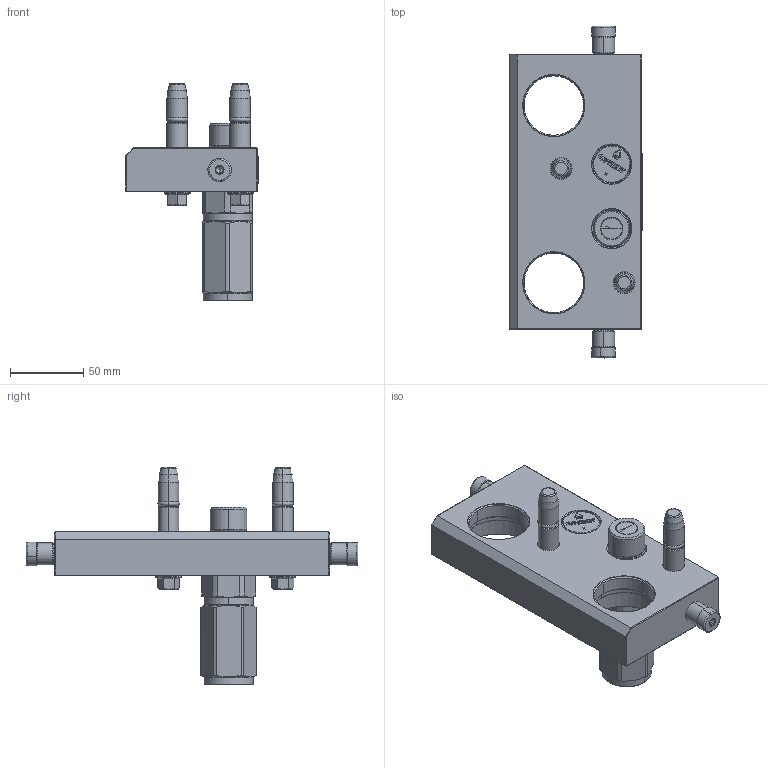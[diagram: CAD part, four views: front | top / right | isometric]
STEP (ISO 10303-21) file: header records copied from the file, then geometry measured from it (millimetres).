
FILE_DESCRIPTION (( 'STEP AP214' ), '1' );
FILE_NAME ('FASTER.step', '2023-02-17T08:41:34', ( '' ), ( '' ), 'SwSTEP 2.0', 'SolidWorks 2017', '' );
FILE_SCHEMA (( 'AUTOMOTIVE_DESIGN' ));
Length unit declared in the file: millimetre
Products named in the file (12): 4860_010_0003_000.prt; 3ffnp12_gas_m; 1540_080_0008_000.prt; TAPPO_12; 4860_013_0000_000.prt; et002; P4A_M_BASE; FASTER; 4830_021_0000_000.prt; 4830_028_1000_011.prt; or2_62x9_19_m
Assembly tree (16 placements, depth 3):
  FASTER
    P4A_M_BASE
      4860_010_0003_000.prt
      4830_021_0000_000.prt  x2
      or2_62x9_19_m  x2
      1540_080_0008_000.prt  x2
      4830_028_1000_011.prt  x2
      4860_013_0000_000.prt  x2
    TAPPO_12
    3ffnp12_gas_m
      3ffnp12_gas_m
    et002
Bounding box: 90.3 x 226.6 x 148.2 mm (x, y, z)
Volume: 14420.4 mm3; surface area: 108464.4 mm2
Topology: 6 solids, 32 shells, 1563 faces, 4255 edges, 2760 vertices
Faces by surface type: plane 927, cylinder 276, cone 208, torus 102, bspline 50
Entity records: 57010 total; most frequent: CARTESIAN_POINT 14235, ORIENTED_EDGE 7391, DIRECTION 6880, EDGE_CURVE 3871, VECTOR 2674, LINE 2674, VERTEX_POINT 2530, AXIS2_PLACEMENT_3D 2103
